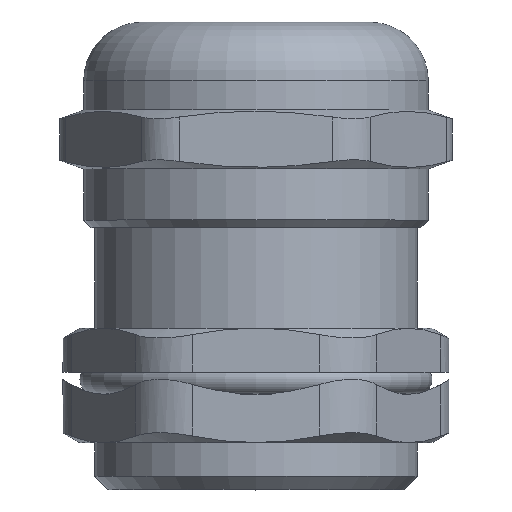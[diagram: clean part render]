
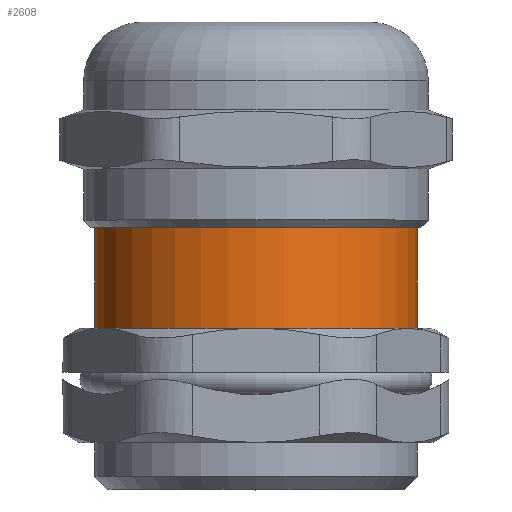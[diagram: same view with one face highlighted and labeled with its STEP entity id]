
A CAD part, top view. The second image highlights one B-rep face of the part: STEP entity #2608.
In plain terms, the highlighted cylindrical face has radius 11 mm (diameter 22 mm), a full revolution.
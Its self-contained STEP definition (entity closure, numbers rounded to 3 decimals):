
#126=CYLINDRICAL_SURFACE('',#2823,11.);
#448=LINE('',#5365,#612);
#612=VECTOR('',#3320,11.);
#809=FACE_OUTER_BOUND('',#966,.T.);
#966=EDGE_LOOP('',(#2200,#2201,#2202,#2203));
#1052=CIRCLE('',#2769,11.);
#1081=CIRCLE('',#2824,11.);
#1220=VERTEX_POINT('',#5063);
#1279=VERTEX_POINT('',#5364);
#1517=EDGE_CURVE('',#1220,#1220,#1052,.T.);
#1599=EDGE_CURVE('',#1220,#1279,#448,.T.);
#1600=EDGE_CURVE('',#1279,#1279,#1081,.T.);
#2200=ORIENTED_EDGE('',*,*,#1517,.T.);
#2201=ORIENTED_EDGE('',*,*,#1599,.T.);
#2202=ORIENTED_EDGE('',*,*,#1600,.T.);
#2203=ORIENTED_EDGE('',*,*,#1599,.F.);
#2608=ADVANCED_FACE('',(#809),#126,.T.);
#2769=AXIS2_PLACEMENT_3D('',#5064,#3183,#3184);
#2823=AXIS2_PLACEMENT_3D('',#5363,#3318,#3319);
#2824=AXIS2_PLACEMENT_3D('',#5366,#3321,#3322);
#3183=DIRECTION('center_axis',(0.,-1.,0.));
#3184=DIRECTION('ref_axis',(-1.,0.,0.));
#3318=DIRECTION('center_axis',(0.,1.,0.));
#3319=DIRECTION('ref_axis',(-1.,0.,0.));
#3320=DIRECTION('',(0.,-1.,0.));
#3321=DIRECTION('center_axis',(0.,1.,0.));
#3322=DIRECTION('ref_axis',(-1.,0.,0.));
#5063=CARTESIAN_POINT('',(1.448,12.628,0.));
#5064=CARTESIAN_POINT('Origin',(-9.552,12.628,0.));
#5363=CARTESIAN_POINT('Origin',(-9.552,9.996,0.));
#5364=CARTESIAN_POINT('',(1.448,5.746,0.));
#5365=CARTESIAN_POINT('',(1.448,9.996,0.));
#5366=CARTESIAN_POINT('Origin',(-9.552,5.746,0.));
